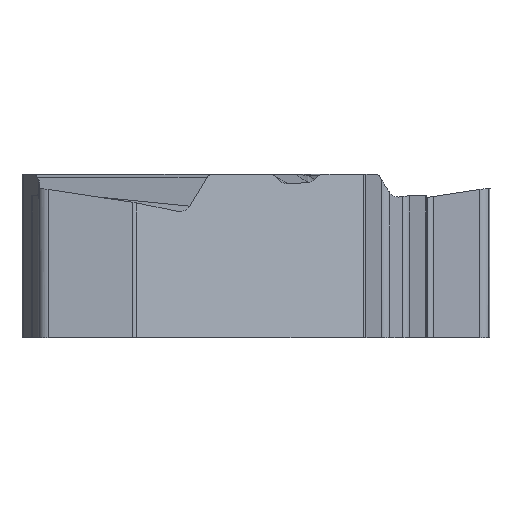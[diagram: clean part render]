
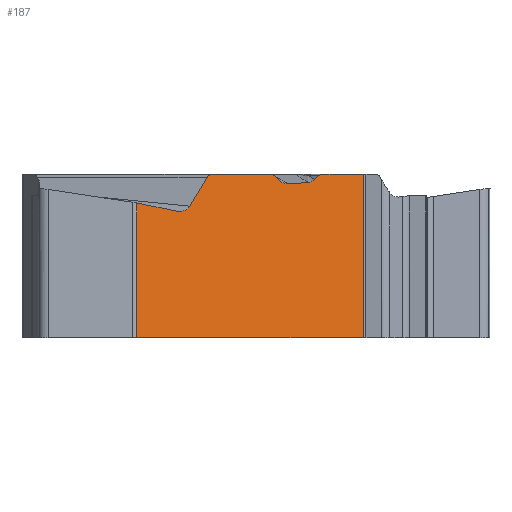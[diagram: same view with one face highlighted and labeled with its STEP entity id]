
A CAD part, front view. The second image highlights one B-rep face of the part: STEP entity #187.
In plain terms, the highlighted planar face has unit normal (0.5, -0.866, 0).
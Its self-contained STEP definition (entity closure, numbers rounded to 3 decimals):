
#187=ADVANCED_FACE('',(#338),#285,.F.);
#285=PLANE('',#2132);
#338=FACE_OUTER_BOUND('',#442,.T.);
#442=EDGE_LOOP('',(#998,#999,#1000,#1001,#1002,#1003,#1004,#1005,#1006,
#1007,#1008,#1009,#1010,#1011,#1012,#1013));
#588=LINE('',#3531,#762);
#589=LINE('',#3533,#763);
#590=LINE('',#3535,#764);
#591=LINE('',#3537,#765);
#592=LINE('',#3539,#766);
#593=LINE('',#3543,#767);
#594=LINE('',#3559,#768);
#595=LINE('',#3575,#769);
#596=LINE('',#3579,#770);
#597=LINE('',#3583,#771);
#762=VECTOR('',#2423,1.);
#763=VECTOR('',#2424,1.);
#764=VECTOR('',#2425,1.);
#765=VECTOR('',#2426,1.);
#766=VECTOR('',#2427,1.);
#767=VECTOR('',#2430,1.);
#768=VECTOR('',#2431,1.);
#769=VECTOR('',#2432,1.);
#770=VECTOR('',#2435,1.);
#771=VECTOR('',#2438,1.);
#998=ORIENTED_EDGE('',*,*,#1766,.F.);
#999=ORIENTED_EDGE('',*,*,#1767,.F.);
#1000=ORIENTED_EDGE('',*,*,#1768,.T.);
#1001=ORIENTED_EDGE('',*,*,#1769,.F.);
#1002=ORIENTED_EDGE('',*,*,#1770,.T.);
#1003=ORIENTED_EDGE('',*,*,#1771,.F.);
#1004=ORIENTED_EDGE('',*,*,#1772,.F.);
#1005=ORIENTED_EDGE('',*,*,#1773,.F.);
#1006=ORIENTED_EDGE('',*,*,#1774,.F.);
#1007=ORIENTED_EDGE('',*,*,#1775,.F.);
#1008=ORIENTED_EDGE('',*,*,#1776,.F.);
#1009=ORIENTED_EDGE('',*,*,#1777,.F.);
#1010=ORIENTED_EDGE('',*,*,#1778,.F.);
#1011=ORIENTED_EDGE('',*,*,#1779,.F.);
#1012=ORIENTED_EDGE('',*,*,#1780,.F.);
#1013=ORIENTED_EDGE('',*,*,#1781,.F.);
#1554=VERTEX_POINT('',#3529);
#1555=VERTEX_POINT('',#3530);
#1556=VERTEX_POINT('',#3532);
#1557=VERTEX_POINT('',#3534);
#1558=VERTEX_POINT('',#3536);
#1559=VERTEX_POINT('',#3538);
#1560=VERTEX_POINT('',#3540);
#1561=VERTEX_POINT('',#3542);
#1562=VERTEX_POINT('',#3544);
#1563=VERTEX_POINT('',#3558);
#1564=VERTEX_POINT('',#3560);
#1565=VERTEX_POINT('',#3574);
#1566=VERTEX_POINT('',#3576);
#1567=VERTEX_POINT('',#3578);
#1568=VERTEX_POINT('',#3580);
#1569=VERTEX_POINT('',#3582);
#1766=EDGE_CURVE('',#1554,#1555,#1991,.T.);
#1767=EDGE_CURVE('',#1556,#1554,#588,.T.);
#1768=EDGE_CURVE('',#1556,#1557,#589,.T.);
#1769=EDGE_CURVE('',#1558,#1557,#590,.T.);
#1770=EDGE_CURVE('',#1558,#1559,#591,.T.);
#1771=EDGE_CURVE('',#1560,#1559,#592,.T.);
#1772=EDGE_CURVE('',#1561,#1560,#1992,.T.);
#1773=EDGE_CURVE('',#1562,#1561,#593,.T.);
#1774=EDGE_CURVE('',#1563,#1562,#2027,.T.);
#1775=EDGE_CURVE('',#1564,#1563,#594,.T.);
#1776=EDGE_CURVE('',#1565,#1564,#2028,.T.);
#1777=EDGE_CURVE('',#1566,#1565,#595,.T.);
#1778=EDGE_CURVE('',#1567,#1566,#1993,.T.);
#1779=EDGE_CURVE('',#1568,#1567,#596,.T.);
#1780=EDGE_CURVE('',#1569,#1568,#1994,.T.);
#1781=EDGE_CURVE('',#1555,#1569,#597,.T.);
#1991=ELLIPSE('',#2128,0.368,0.32);
#1992=ELLIPSE('',#2129,0.15,0.15);
#1993=ELLIPSE('',#2130,0.167,0.15);
#1994=ELLIPSE('',#2131,0.177,0.15);
#2027=B_SPLINE_CURVE_WITH_KNOTS('',3,(#3545,#3546,#3547,#3548,#3549,#3550,
#3551,#3552,#3553,#3554,#3555,#3556,#3557),.UNSPECIFIED.,.F.,.F.,(4,3,3,
3,4),(0.,0.249,0.498,0.746,1.),
 .UNSPECIFIED.);
#2028=B_SPLINE_CURVE_WITH_KNOTS('',3,(#3561,#3562,#3563,#3564,#3565,#3566,
#3567,#3568,#3569,#3570,#3571,#3572,#3573),.UNSPECIFIED.,.F.,.F.,(4,3,3,
3,4),(0.,0.234,0.468,0.701,1.),
 .UNSPECIFIED.);
#2128=AXIS2_PLACEMENT_3D('',#3528,#2421,#2422);
#2129=AXIS2_PLACEMENT_3D('',#3541,#2428,#2429);
#2130=AXIS2_PLACEMENT_3D('',#3577,#2433,#2434);
#2131=AXIS2_PLACEMENT_3D('',#3581,#2436,#2437);
#2132=AXIS2_PLACEMENT_3D('',#3584,#2439,#2440);
#2421=DIRECTION('',(0.5,-0.866,0.));
#2422=DIRECTION('',(-0.853,-0.492,0.174));
#2423=DIRECTION('',(0.853,0.492,-0.174));
#2424=DIRECTION('',(0.,0.,-1.));
#2425=DIRECTION('',(-0.866,-0.5,0.));
#2426=DIRECTION('',(0.,0.,1.));
#2427=DIRECTION('',(0.866,0.5,0.));
#2428=DIRECTION('',(-0.5,0.866,0.));
#2429=DIRECTION('',(0.866,0.5,0.));
#2430=DIRECTION('',(0.658,0.38,0.651));
#2431=DIRECTION('',(0.865,0.5,0.043));
#2432=DIRECTION('',(0.686,0.396,-0.611));
#2433=DIRECTION('',(-0.5,0.866,0.));
#2434=DIRECTION('',(-0.866,-0.5,0.));
#2435=DIRECTION('',(0.866,0.5,0.));
#2436=DIRECTION('',(-0.5,0.866,0.));
#2437=DIRECTION('',(-0.866,-0.5,0.));
#2438=DIRECTION('',(0.497,0.287,0.819));
#2439=DIRECTION('',(-0.5,0.866,0.));
#2440=DIRECTION('',(0.,0.,-1.));
#3528=CARTESIAN_POINT('',(-0.576,-5.832,-0.29));
#3529=CARTESIAN_POINT('',(-0.624,-5.86,-0.605));
#3530=CARTESIAN_POINT('',(-0.304,-5.675,-0.467));
#3531=CARTESIAN_POINT('',(4.866,-2.69,-1.723));
#3532=CARTESIAN_POINT('',(-1.714,-6.489,-0.383));
#3533=CARTESIAN_POINT('',(-1.714,-6.489,-5.47));
#3534=CARTESIAN_POINT('',(-1.714,-6.489,-3.97));
#3535=CARTESIAN_POINT('',(-0.367,-5.711,-3.97));
#3536=CARTESIAN_POINT('',(4.32,-3.005,-3.97));
#3537=CARTESIAN_POINT('',(4.32,-3.005,3.38));
#3538=CARTESIAN_POINT('',(4.32,-3.005,0.38));
#3539=CARTESIAN_POINT('',(-0.367,-5.711,0.38));
#3540=CARTESIAN_POINT('',(3.222,-3.639,0.38));
#3541=CARTESIAN_POINT('',(3.222,-3.639,0.23));
#3542=CARTESIAN_POINT('',(3.137,-3.688,0.344));
#3543=CARTESIAN_POINT('',(0.97,-4.939,-1.801));
#3544=CARTESIAN_POINT('',(3.029,-3.75,0.237));
#3545=CARTESIAN_POINT('',(2.857,-3.85,0.158));
#3546=CARTESIAN_POINT('',(2.873,-3.841,0.159));
#3547=CARTESIAN_POINT('',(2.888,-3.832,0.162));
#3548=CARTESIAN_POINT('',(2.904,-3.823,0.165));
#3549=CARTESIAN_POINT('',(2.919,-3.814,0.169));
#3550=CARTESIAN_POINT('',(2.934,-3.805,0.174));
#3551=CARTESIAN_POINT('',(2.949,-3.797,0.181));
#3552=CARTESIAN_POINT('',(2.963,-3.789,0.188));
#3553=CARTESIAN_POINT('',(2.977,-3.78,0.196));
#3554=CARTESIAN_POINT('',(2.99,-3.773,0.205));
#3555=CARTESIAN_POINT('',(3.004,-3.765,0.214));
#3556=CARTESIAN_POINT('',(3.017,-3.757,0.225));
#3557=CARTESIAN_POINT('',(3.029,-3.75,0.237));
#3558=CARTESIAN_POINT('',(2.857,-3.85,0.158));
#3559=CARTESIAN_POINT('',(-0.367,-5.711,0.));
#3560=CARTESIAN_POINT('',(2.296,-4.173,0.131));
#3561=CARTESIAN_POINT('',(2.124,-4.273,0.193));
#3562=CARTESIAN_POINT('',(2.136,-4.266,0.182));
#3563=CARTESIAN_POINT('',(2.148,-4.259,0.173));
#3564=CARTESIAN_POINT('',(2.161,-4.252,0.166));
#3565=CARTESIAN_POINT('',(2.173,-4.245,0.158));
#3566=CARTESIAN_POINT('',(2.186,-4.237,0.151));
#3567=CARTESIAN_POINT('',(2.2,-4.229,0.146));
#3568=CARTESIAN_POINT('',(2.214,-4.221,0.141));
#3569=CARTESIAN_POINT('',(2.228,-4.213,0.137));
#3570=CARTESIAN_POINT('',(2.242,-4.205,0.134));
#3571=CARTESIAN_POINT('',(2.26,-4.195,0.131));
#3572=CARTESIAN_POINT('',(2.278,-4.184,0.13));
#3573=CARTESIAN_POINT('',(2.296,-4.173,0.131));
#3574=CARTESIAN_POINT('',(2.124,-4.273,0.193));
#3575=CARTESIAN_POINT('',(4.089,-3.139,-1.557));
#3576=CARTESIAN_POINT('',(1.954,-4.371,0.344));
#3577=CARTESIAN_POINT('',(1.861,-4.425,0.23));
#3578=CARTESIAN_POINT('',(1.861,-4.425,0.38));
#3579=CARTESIAN_POINT('',(5.129,-2.538,0.38));
#3580=CARTESIAN_POINT('',(0.297,-5.328,0.38));
#3581=CARTESIAN_POINT('',(0.297,-5.328,0.23));
#3582=CARTESIAN_POINT('',(0.165,-5.404,0.307));
#3583=CARTESIAN_POINT('',(1.673,-4.533,2.794));
#3584=CARTESIAN_POINT('',(-0.367,-5.711,0.));
